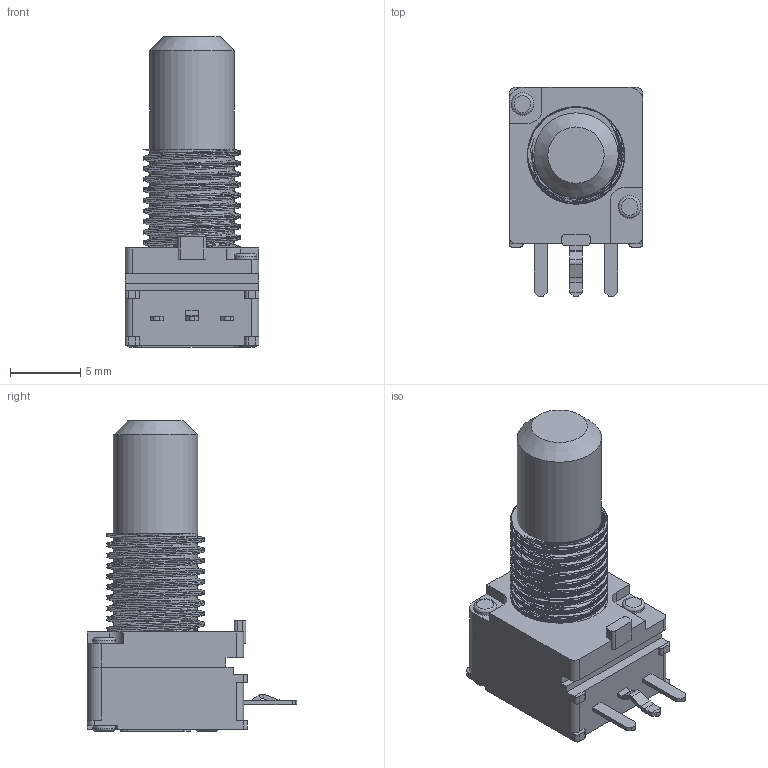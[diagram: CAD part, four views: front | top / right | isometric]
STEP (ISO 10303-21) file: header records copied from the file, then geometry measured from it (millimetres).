
FILE_DESCRIPTION(('FreeCAD Model'),'2;1');
FILE_NAME('ALPS_RK097_cp_sp002_sp002_sp.step', '2019-03-05T08:13:45',('kicad StepUp'),('ksu MCAD'), 'Open CASCADE STEP processor 7.2','FreeCAD','Unknown');
FILE_SCHEMA(('AUTOMOTIVE_DESIGN { 1 0 10303 214 1 1 1 1 }'));
Length unit declared in the file: millimetre
Products named in the file (1): ALPS_RK097_cp_sp002_sp002_sp
Bounding box: 9.5 x 14.87 x 22.05 mm (x, y, z)
Volume: 1299.7 mm3; surface area: 1113.3 mm2
Topology: 2 solids, 2 shells, 210 faces, 500 edges, 304 vertices
Faces by surface type: plane 110, bspline 50, cylinder 45, torus 4, cone 1
Full cylindrical faces by diameter (mm): 1.6 x4, 3.5 x1, 6 x1
Entity records: 28802 total; most frequent: CARTESIAN_POINT 22776, ORIENTED_EDGE 1000, DIRECTION 816, EDGE_CURVE 500, VERTEX_POINT 304, LINE 296, VECTOR 296, AXIS2_PLACEMENT_3D 260
